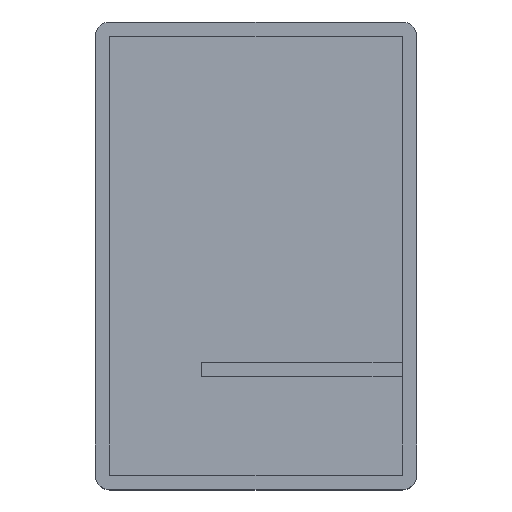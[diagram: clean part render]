
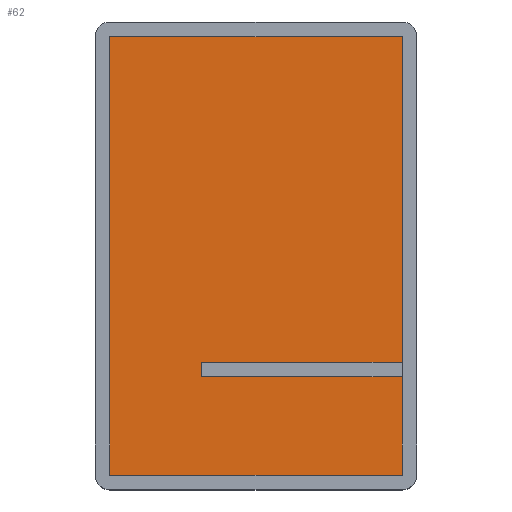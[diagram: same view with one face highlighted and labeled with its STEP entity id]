
A CAD part, top view. The second image highlights one B-rep face of the part: STEP entity #62.
In plain terms, the highlighted planar face has unit normal (0, 0, 1).
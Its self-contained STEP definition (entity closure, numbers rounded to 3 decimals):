
#62=ADVANCED_FACE('',(#298),#300,.T.);
#298=FACE_BOUND('',#299,.T.);
#299=EDGE_LOOP('',(#1569,#1570,#1571,#1572,#1573,#1574,#1575,#1576));
#300=PLANE('',#301);
#301=AXIS2_PLACEMENT_3D('',#302,#303,#304);
#302=CARTESIAN_POINT('',(0.,0.,4.));
#303=DIRECTION('',(0.,0.,1.));
#304=DIRECTION('',(-1.,0.,0.));
#1569=ORIENTED_EDGE('',*,*,#2423,.F.);
#1570=ORIENTED_EDGE('',*,*,#2444,.T.);
#1571=ORIENTED_EDGE('',*,*,#2513,.T.);
#1572=ORIENTED_EDGE('',*,*,#2514,.T.);
#1573=ORIENTED_EDGE('',*,*,#2515,.T.);
#1574=ORIENTED_EDGE('',*,*,#2440,.T.);
#1575=ORIENTED_EDGE('',*,*,#2432,.F.);
#1576=ORIENTED_EDGE('',*,*,#2426,.F.);
#2423=EDGE_CURVE('',#2910,#2912,#2913,.T.);
#2426=EDGE_CURVE('',#2912,#2917,#2918,.T.);
#2432=EDGE_CURVE('',#2917,#2927,#2928,.T.);
#2440=EDGE_CURVE('',#2938,#2927,#2939,.T.);
#2444=EDGE_CURVE('',#2910,#2944,#2946,.T.);
#2513=EDGE_CURVE('',#2944,#3083,#3084,.T.);
#2514=EDGE_CURVE('',#3083,#3085,#3086,.T.);
#2515=EDGE_CURVE('',#3085,#2938,#3087,.T.);
#2910=VERTEX_POINT('',#3724);
#2912=VERTEX_POINT('',#3728);
#2913=LINE('',#3729,#3730);
#2917=VERTEX_POINT('',#3739);
#2918=LINE('',#3740,#3741);
#2927=VERTEX_POINT('',#3761);
#2928=LINE('',#3762,#3763);
#2938=VERTEX_POINT('',#3788);
#2939=LINE('',#3789,#3790);
#2944=VERTEX_POINT('',#3800);
#2946=LINE('',#3804,#3805);
#3083=VERTEX_POINT('',#4111);
#3084=LINE('',#4112,#4113);
#3085=VERTEX_POINT('',#4115);
#3086=LINE('',#4116,#4117);
#3087=LINE('',#4119,#4120);
#3724=CARTESIAN_POINT('',(84.,35.,4.));
#3728=CARTESIAN_POINT('',(29.,35.,4.));
#3729=CARTESIAN_POINT('',(84.,35.,4.));
#3730=VECTOR('',#3731,1.);
#3731=DIRECTION('',(-1.,0.,0.));
#3739=CARTESIAN_POINT('',(29.,31.,4.));
#3740=CARTESIAN_POINT('',(29.,35.,4.));
#3741=VECTOR('',#3742,1.);
#3742=DIRECTION('',(0.,-1.,0.));
#3761=CARTESIAN_POINT('',(84.,31.,4.));
#3762=CARTESIAN_POINT('',(29.,31.,4.));
#3763=VECTOR('',#3764,1.);
#3764=DIRECTION('',(1.,0.,0.));
#3788=CARTESIAN_POINT('',(84.,4.,4.));
#3789=CARTESIAN_POINT('',(84.,4.,4.));
#3790=VECTOR('',#3791,1.);
#3791=DIRECTION('',(0.,1.,0.));
#3800=CARTESIAN_POINT('',(84.,124.,4.));
#3804=CARTESIAN_POINT('',(84.,35.,4.));
#3805=VECTOR('',#3806,1.);
#3806=DIRECTION('',(0.,1.,0.));
#4111=CARTESIAN_POINT('',(4.,124.,4.));
#4112=CARTESIAN_POINT('',(84.,124.,4.));
#4113=VECTOR('',#4114,1.);
#4114=DIRECTION('',(-1.,0.,0.));
#4115=CARTESIAN_POINT('',(4.,4.,4.));
#4116=CARTESIAN_POINT('',(4.,124.,4.));
#4117=VECTOR('',#4118,1.);
#4118=DIRECTION('',(0.,-1.,0.));
#4119=CARTESIAN_POINT('',(4.,4.,4.));
#4120=VECTOR('',#4121,1.);
#4121=DIRECTION('',(1.,0.,0.));
